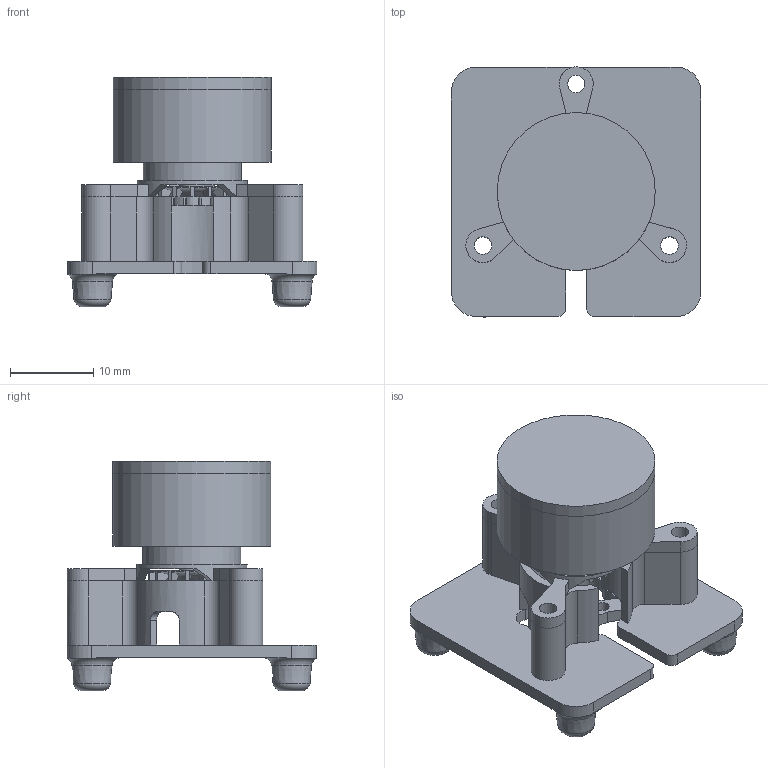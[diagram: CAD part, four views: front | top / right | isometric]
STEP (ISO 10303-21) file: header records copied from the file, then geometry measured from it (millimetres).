
FILE_DESCRIPTION(/* description */ ('STEP AP242','CAx-IF Rec.Pracs.---Representation and Presentation of Product Manufacturing Information (PMI)---4.0---2014-10-13','CAx-IF Rec.Pracs.---3D Tessellated Geometry---0.4---2014-09-14','2;1'),/* implementation_level */ '2;1');
FILE_NAME(/* name */ '66ce9a24e174fa7caf5666d1',/* time_stamp */ '2024-08-28T03:31:49Z',/* author */ (''),/* organization */ (''),/* preprocessor_version */ 'ST-DEVELOPER v20',/* originating_system */ ' ',/* authorisation */ ' ');
FILE_SCHEMA (('AP242_MANAGED_MODEL_BASED_3D_ENGINEERING_MIM_LF { 1 0 10303 442 1 1 4 }'));
Length unit declared in the file: metre
Products named in the file (9): magnet top; top; output gear; Spur gear (18 teeth); base gearbox plate; motor mount; center shaft bottom
Bounding box: 30.06 x 30.06 x 27.6 mm (x, y, z)
Volume: 3911.1 mm3; surface area: 7356.2 mm2
Topology: 9 solids, 9 shells, 916 faces, 2637 edges, 1745 vertices
Faces by surface type: cylinder 463, plane 314, bspline 127, torus 8, cone 4
Full cylindrical faces by diameter (mm): 0.3 x1, 1.1 x10, 1.6 x3, 1.85 x4, 2.1 x6, 3 x1, 3.1 x3, 3.46 x2, 4.1 x1, 4.5 x1, 6.1 x1, 10.5 x1, 11.8 x2, 13.3 x1, 16.5 x2, 18 x3, 19 x2
Entity records: 40615 total; most frequent: CARTESIAN_POINT 16552, ORIENTED_EDGE 5128, DIRECTION 4887, EDGE_CURVE 2564, AXIS2_PLACEMENT_3D 1838, VERTEX_POINT 1729, LINE 1211, VECTOR 1211
